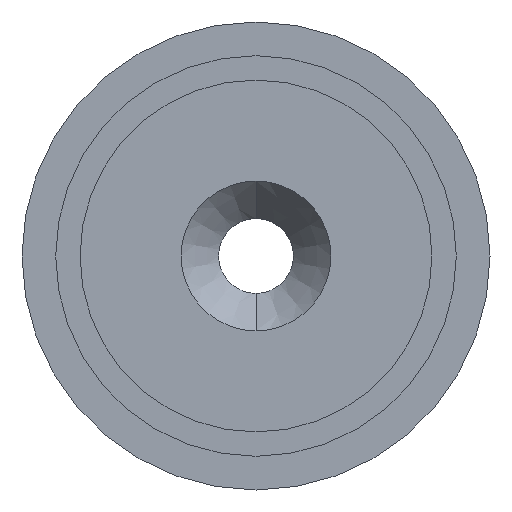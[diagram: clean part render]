
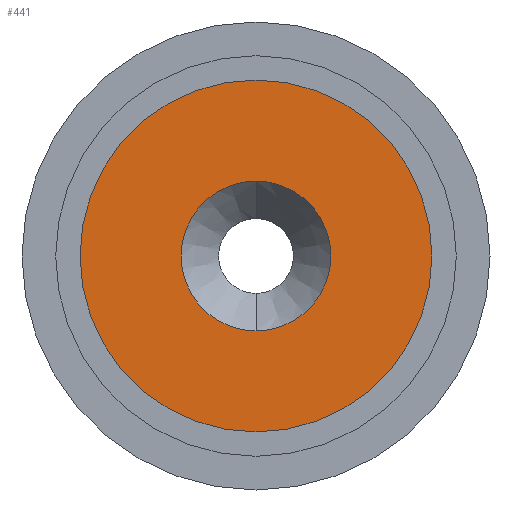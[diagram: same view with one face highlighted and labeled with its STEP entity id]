
A CAD part, front view. The second image highlights one B-rep face of the part: STEP entity #441.
In plain terms, the highlighted planar face has unit normal (0, -1, 0).
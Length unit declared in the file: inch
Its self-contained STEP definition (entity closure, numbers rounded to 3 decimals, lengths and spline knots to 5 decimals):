
#80 = DIRECTION ( 'NONE',  ( 0., 0., 1. ) ) ;
#81 = DIRECTION ( 'NONE',  ( 0., 1., 0. ) ) ;
#82 = CARTESIAN_POINT ( 'NONE',  ( 0., 0., 0. ) ) ;
#83 = DIRECTION ( 'NONE',  ( 0., 0., 1. ) ) ;
#84 = DIRECTION ( 'NONE',  ( 0., 1., 0. ) ) ;
#85 = CARTESIAN_POINT ( 'NONE',  ( 0., 0., 0. ) ) ;
#92 = DIRECTION ( 'NONE',  ( 0., 0., 1. ) ) ;
#93 = DIRECTION ( 'NONE',  ( 0., 1., 0. ) ) ;
#100 = CARTESIAN_POINT ( 'NONE',  ( 0., 0., 0. ) ) ;
#104 = DIRECTION ( 'NONE',  ( 0., 0., 1. ) ) ;
#105 = DIRECTION ( 'NONE',  ( 0., 1., 0. ) ) ;
#109 = CARTESIAN_POINT ( 'NONE',  ( 0., 0., 0. ) ) ;
#204 = AXIS2_PLACEMENT_3D ( 'NONE', #109, #105, #104 ) ;
#341 = CIRCLE ( 'NONE', #204, 0.47 ) ;
#343 = CIRCLE ( 'NONE', #468, 0.2 ) ;
#345 = CIRCLE ( 'NONE', #467, 0.2 ) ;
#346 = CIRCLE ( 'NONE', #470, 0.47 ) ;
#412 = EDGE_CURVE ( 'NONE', #711, #712, #341, .T. ) ;
#416 = EDGE_CURVE ( 'NONE', #716, #715, #343, .T. ) ;
#419 = EDGE_CURVE ( 'NONE', #715, #716, #345, .T. ) ;
#420 = EDGE_CURVE ( 'NONE', #712, #711, #346, .T. ) ;
#441 = ADVANCED_FACE ( 'NONE', ( #539, #546 ), #830, .F. ) ;
#467 = AXIS2_PLACEMENT_3D ( 'NONE', #85, #84, #83 ) ;
#468 = AXIS2_PLACEMENT_3D ( 'NONE', #100, #93, #92 ) ;
#470 = AXIS2_PLACEMENT_3D ( 'NONE', #82, #81, #80 ) ;
#539 = FACE_OUTER_BOUND ( 'NONE', #690, .T. ) ;
#546 = FACE_BOUND ( 'NONE', #691, .T. ) ;
#549 = AXIS2_PLACEMENT_3D ( 'NONE', #831, #832, #833 ) ;
#690 = EDGE_LOOP ( 'NONE', ( #733, #732 ) ) ;
#691 = EDGE_LOOP ( 'NONE', ( #730, #731 ) ) ;
#711 = VERTEX_POINT ( 'NONE', #941 ) ;
#712 = VERTEX_POINT ( 'NONE', #942 ) ;
#715 = VERTEX_POINT ( 'NONE', #945 ) ;
#716 = VERTEX_POINT ( 'NONE', #946 ) ;
#730 = ORIENTED_EDGE ( 'NONE', *, *, #416, .T. ) ;
#731 = ORIENTED_EDGE ( 'NONE', *, *, #419, .T. ) ;
#732 = ORIENTED_EDGE ( 'NONE', *, *, #420, .F. ) ;
#733 = ORIENTED_EDGE ( 'NONE', *, *, #412, .F. ) ;
#830 = PLANE ( 'NONE',  #549 ) ;
#831 = CARTESIAN_POINT ( 'NONE',  ( 0., 0., 0. ) ) ;
#832 = DIRECTION ( 'NONE',  ( 0., 1., 0. ) ) ;
#833 = DIRECTION ( 'NONE',  ( 0., 0., 1. ) ) ;
#941 = CARTESIAN_POINT ( 'NONE',  ( 0., 0., 0.47 ) ) ;
#942 = CARTESIAN_POINT ( 'NONE',  ( 0., 0., -0.47 ) ) ;
#945 = CARTESIAN_POINT ( 'NONE',  ( 0., 0., 0.2 ) ) ;
#946 = CARTESIAN_POINT ( 'NONE',  ( 0., 0., -0.2 ) ) ;
